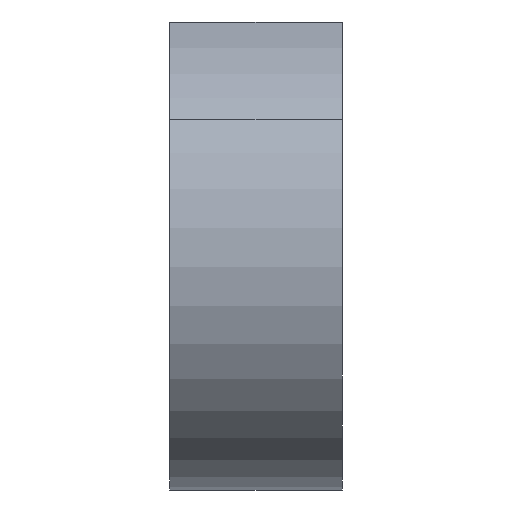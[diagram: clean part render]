
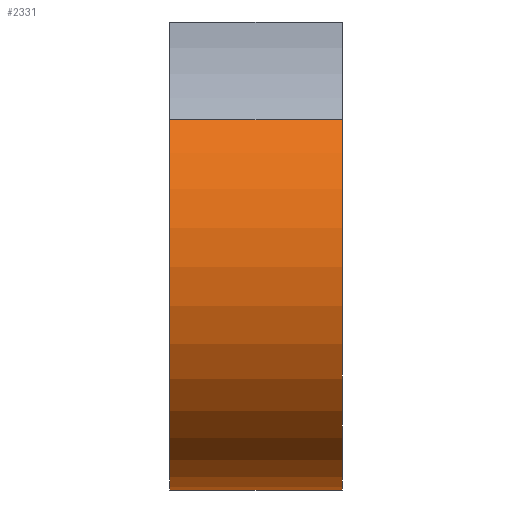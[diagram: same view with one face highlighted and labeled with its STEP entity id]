
A CAD part, left-side view. The second image highlights one B-rep face of the part: STEP entity #2331.
In plain terms, the highlighted cylindrical face has radius 60 mm (diameter 120 mm), a partial arc.
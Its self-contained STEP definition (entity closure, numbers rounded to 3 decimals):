
#543 = PLANE('',#544);
#544 = AXIS2_PLACEMENT_3D('',#545,#546,#547);
#545 = CARTESIAN_POINT('',(0.,0.,0.));
#546 = DIRECTION('',(0.,1.,-0.));
#547 = DIRECTION('',(0.,0.,1.));
#1283 = PLANE('',#1284);
#1284 = AXIS2_PLACEMENT_3D('',#1285,#1286,#1287);
#1285 = CARTESIAN_POINT('',(0.,45.,0.));
#1286 = DIRECTION('',(0.,1.,-0.));
#1287 = DIRECTION('',(0.,0.,1.));
#2331 = ADVANCED_FACE('',(#2332),#2347,.T.);
#2332 = FACE_BOUND('',#2333,.T.);
#2333 = EDGE_LOOP('',(#2334,#2365,#2393,#2417));
#2334 = ORIENTED_EDGE('',*,*,#2335,.F.);
#2335 = EDGE_CURVE('',#2336,#2338,#2340,.T.);
#2336 = VERTEX_POINT('',#2337);
#2337 = CARTESIAN_POINT('',(0.,45.,-60.));
#2338 = VERTEX_POINT('',#2339);
#2339 = CARTESIAN_POINT('',(-47.647,45.,36.466));
#2340 = SURFACE_CURVE('',#2341,(#2346,#2358),.PCURVE_S1.);
#2341 = CIRCLE('',#2342,60.);
#2342 = AXIS2_PLACEMENT_3D('',#2343,#2344,#2345);
#2343 = CARTESIAN_POINT('',(0.,45.,0.));
#2344 = DIRECTION('',(0.,1.,-0.));
#2345 = DIRECTION('',(0.,0.,1.));
#2346 = PCURVE('',#2347,#2352);
#2347 = CYLINDRICAL_SURFACE('',#2348,60.);
#2348 = AXIS2_PLACEMENT_3D('',#2349,#2350,#2351);
#2349 = CARTESIAN_POINT('',(0.,45.,0.));
#2350 = DIRECTION('',(-0.,-1.,-0.));
#2351 = DIRECTION('',(0.,0.,-1.));
#2352 = DEFINITIONAL_REPRESENTATION('',(#2353),#2357);
#2353 = LINE('',#2354,#2355);
#2354 = CARTESIAN_POINT('',(9.425,0.));
#2355 = VECTOR('',#2356,1.);
#2356 = DIRECTION('',(-1.,0.));
#2357 = ( GEOMETRIC_REPRESENTATION_CONTEXT(2) 
PARAMETRIC_REPRESENTATION_CONTEXT() REPRESENTATION_CONTEXT('2D SPACE',''
  ) );
#2358 = PCURVE('',#1283,#2359);
#2359 = DEFINITIONAL_REPRESENTATION('',(#2360),#2364);
#2360 = CIRCLE('',#2361,60.);
#2361 = AXIS2_PLACEMENT_2D('',#2362,#2363);
#2362 = CARTESIAN_POINT('',(0.,0.));
#2363 = DIRECTION('',(1.,0.));
#2364 = ( GEOMETRIC_REPRESENTATION_CONTEXT(2) 
PARAMETRIC_REPRESENTATION_CONTEXT() REPRESENTATION_CONTEXT('2D SPACE',''
  ) );
#2365 = ORIENTED_EDGE('',*,*,#2366,.T.);
#2366 = EDGE_CURVE('',#2336,#2367,#2369,.T.);
#2367 = VERTEX_POINT('',#2368);
#2368 = CARTESIAN_POINT('',(0.,0.,-60.));
#2369 = SURFACE_CURVE('',#2370,(#2374,#2381),.PCURVE_S1.);
#2370 = LINE('',#2371,#2372);
#2371 = CARTESIAN_POINT('',(0.,45.,-60.));
#2372 = VECTOR('',#2373,1.);
#2373 = DIRECTION('',(-0.,-1.,-0.));
#2374 = PCURVE('',#2347,#2375);
#2375 = DEFINITIONAL_REPRESENTATION('',(#2376),#2380);
#2376 = LINE('',#2377,#2378);
#2377 = CARTESIAN_POINT('',(6.283,0.));
#2378 = VECTOR('',#2379,1.);
#2379 = DIRECTION('',(0.,1.));
#2380 = ( GEOMETRIC_REPRESENTATION_CONTEXT(2) 
PARAMETRIC_REPRESENTATION_CONTEXT() REPRESENTATION_CONTEXT('2D SPACE',''
  ) );
#2381 = PCURVE('',#2382,#2387);
#2382 = CYLINDRICAL_SURFACE('',#2383,60.);
#2383 = AXIS2_PLACEMENT_3D('',#2384,#2385,#2386);
#2384 = CARTESIAN_POINT('',(0.,45.,0.));
#2385 = DIRECTION('',(-0.,-1.,-0.));
#2386 = DIRECTION('',(0.,0.,-1.));
#2387 = DEFINITIONAL_REPRESENTATION('',(#2388),#2392);
#2388 = LINE('',#2389,#2390);
#2389 = CARTESIAN_POINT('',(0.,0.));
#2390 = VECTOR('',#2391,1.);
#2391 = DIRECTION('',(0.,1.));
#2392 = ( GEOMETRIC_REPRESENTATION_CONTEXT(2) 
PARAMETRIC_REPRESENTATION_CONTEXT() REPRESENTATION_CONTEXT('2D SPACE',''
  ) );
#2393 = ORIENTED_EDGE('',*,*,#2394,.T.);
#2394 = EDGE_CURVE('',#2367,#2395,#2397,.T.);
#2395 = VERTEX_POINT('',#2396);
#2396 = CARTESIAN_POINT('',(-47.647,0.,36.466));
#2397 = SURFACE_CURVE('',#2398,(#2403,#2410),.PCURVE_S1.);
#2398 = CIRCLE('',#2399,60.);
#2399 = AXIS2_PLACEMENT_3D('',#2400,#2401,#2402);
#2400 = CARTESIAN_POINT('',(0.,0.,0.));
#2401 = DIRECTION('',(0.,1.,-0.));
#2402 = DIRECTION('',(0.,0.,1.));
#2403 = PCURVE('',#2347,#2404);
#2404 = DEFINITIONAL_REPRESENTATION('',(#2405),#2409);
#2405 = LINE('',#2406,#2407);
#2406 = CARTESIAN_POINT('',(9.425,45.));
#2407 = VECTOR('',#2408,1.);
#2408 = DIRECTION('',(-1.,0.));
#2409 = ( GEOMETRIC_REPRESENTATION_CONTEXT(2) 
PARAMETRIC_REPRESENTATION_CONTEXT() REPRESENTATION_CONTEXT('2D SPACE',''
  ) );
#2410 = PCURVE('',#543,#2411);
#2411 = DEFINITIONAL_REPRESENTATION('',(#2412),#2416);
#2412 = CIRCLE('',#2413,60.);
#2413 = AXIS2_PLACEMENT_2D('',#2414,#2415);
#2414 = CARTESIAN_POINT('',(0.,0.));
#2415 = DIRECTION('',(1.,0.));
#2416 = ( GEOMETRIC_REPRESENTATION_CONTEXT(2) 
PARAMETRIC_REPRESENTATION_CONTEXT() REPRESENTATION_CONTEXT('2D SPACE',''
  ) );
#2417 = ORIENTED_EDGE('',*,*,#2418,.F.);
#2418 = EDGE_CURVE('',#2338,#2395,#2419,.T.);
#2419 = SURFACE_CURVE('',#2420,(#2424,#2431),.PCURVE_S1.);
#2420 = LINE('',#2421,#2422);
#2421 = CARTESIAN_POINT('',(-47.647,45.,36.466));
#2422 = VECTOR('',#2423,1.);
#2423 = DIRECTION('',(-0.,-1.,-0.));
#2424 = PCURVE('',#2347,#2425);
#2425 = DEFINITIONAL_REPRESENTATION('',(#2426),#2430);
#2426 = LINE('',#2427,#2428);
#2427 = CARTESIAN_POINT('',(4.059,0.));
#2428 = VECTOR('',#2429,1.);
#2429 = DIRECTION('',(0.,1.));
#2430 = ( GEOMETRIC_REPRESENTATION_CONTEXT(2) 
PARAMETRIC_REPRESENTATION_CONTEXT() REPRESENTATION_CONTEXT('2D SPACE',''
  ) );
#2431 = PCURVE('',#2432,#2437);
#2432 = CYLINDRICAL_SURFACE('',#2433,42.);
#2433 = AXIS2_PLACEMENT_3D('',#2434,#2435,#2436);
#2434 = CARTESIAN_POINT('',(-81.,45.,61.992));
#2435 = DIRECTION('',(-0.,-1.,-0.));
#2436 = DIRECTION('',(0.,0.,-1.));
#2437 = DEFINITIONAL_REPRESENTATION('',(#2438),#2442);
#2438 = LINE('',#2439,#2440);
#2439 = CARTESIAN_POINT('',(0.918,0.));
#2440 = VECTOR('',#2441,1.);
#2441 = DIRECTION('',(0.,1.));
#2442 = ( GEOMETRIC_REPRESENTATION_CONTEXT(2) 
PARAMETRIC_REPRESENTATION_CONTEXT() REPRESENTATION_CONTEXT('2D SPACE',''
  ) );
